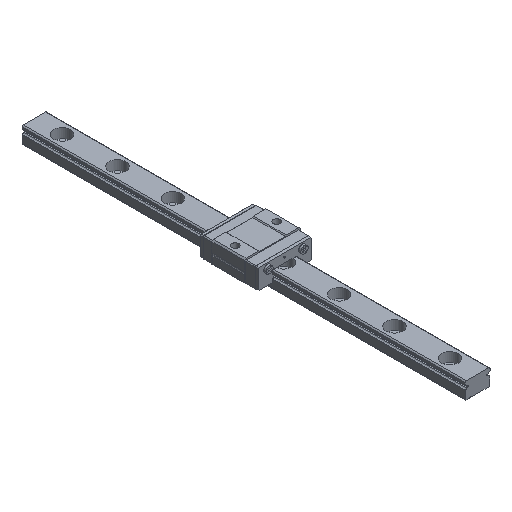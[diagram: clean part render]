
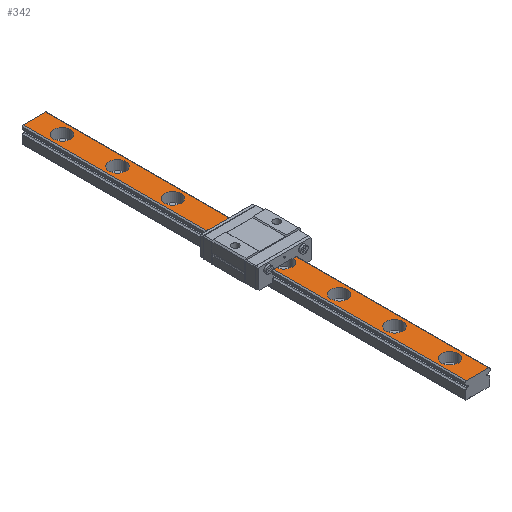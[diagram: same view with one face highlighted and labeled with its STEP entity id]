
A CAD part, isometric view. The second image highlights one B-rep face of the part: STEP entity #342.
In plain terms, the highlighted planar face has unit normal (0, 0, 1).
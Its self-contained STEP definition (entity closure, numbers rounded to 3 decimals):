
#342 = ADVANCED_FACE( '', ( #814, #815, #816, #817, #818, #819, #820, #821, #822 ), #823, .T. );
#814 = FACE_BOUND( '', #1448, .T. );
#815 = FACE_BOUND( '', #1449, .T. );
#816 = FACE_BOUND( '', #1450, .T. );
#817 = FACE_BOUND( '', #1451, .T. );
#818 = FACE_BOUND( '', #1452, .T. );
#819 = FACE_BOUND( '', #1453, .T. );
#820 = FACE_BOUND( '', #1454, .T. );
#821 = FACE_BOUND( '', #1455, .T. );
#822 = FACE_OUTER_BOUND( '', #1456, .T. );
#823 = PLANE( '', #1457 );
#1448 = EDGE_LOOP( '', ( #2388 ) );
#1449 = EDGE_LOOP( '', ( #2389 ) );
#1450 = EDGE_LOOP( '', ( #2390 ) );
#1451 = EDGE_LOOP( '', ( #2391 ) );
#1452 = EDGE_LOOP( '', ( #2392 ) );
#1453 = EDGE_LOOP( '', ( #2393 ) );
#1454 = EDGE_LOOP( '', ( #2394 ) );
#1455 = EDGE_LOOP( '', ( #2395 ) );
#1456 = EDGE_LOOP( '', ( #2396, #2397, #2398, #2399 ) );
#1457 = AXIS2_PLACEMENT_3D( '', #2400, #2401, #2402 );
#2388 = ORIENTED_EDGE( '', *, *, #3645, .T. );
#2389 = ORIENTED_EDGE( '', *, *, #3879, .T. );
#2390 = ORIENTED_EDGE( '', *, *, #3880, .T. );
#2391 = ORIENTED_EDGE( '', *, *, #3881, .T. );
#2392 = ORIENTED_EDGE( '', *, *, #3882, .T. );
#2393 = ORIENTED_EDGE( '', *, *, #3883, .T. );
#2394 = ORIENTED_EDGE( '', *, *, #3884, .T. );
#2395 = ORIENTED_EDGE( '', *, *, #3709, .T. );
#2396 = ORIENTED_EDGE( '', *, *, #3786, .F. );
#2397 = ORIENTED_EDGE( '', *, *, #3885, .F. );
#2398 = ORIENTED_EDGE( '', *, *, #3612, .T. );
#2399 = ORIENTED_EDGE( '', *, *, #3886, .T. );
#2400 = CARTESIAN_POINT( '', ( 4.074, -80., 6. ) );
#2401 = DIRECTION( '', ( 0., 0., 1. ) );
#2402 = DIRECTION( '', ( 1., 0., 0. ) );
#3612 = EDGE_CURVE( '', #4285, #4283, #4286, .T. );
#3645 = EDGE_CURVE( '', #4346, #4346, #4347, .T. );
#3709 = EDGE_CURVE( '', #4455, #4455, #4456, .T. );
#3786 = EDGE_CURVE( '', #4588, #4590, #4591, .T. );
#3879 = EDGE_CURVE( '', #4743, #4743, #4744, .T. );
#3880 = EDGE_CURVE( '', #4745, #4745, #4746, .T. );
#3881 = EDGE_CURVE( '', #4747, #4747, #4748, .T. );
#3882 = EDGE_CURVE( '', #4749, #4749, #4750, .T. );
#3883 = EDGE_CURVE( '', #4751, #4751, #4752, .T. );
#3884 = EDGE_CURVE( '', #4753, #4753, #4754, .T. );
#3885 = EDGE_CURVE( '', #4285, #4588, #4755, .T. );
#3886 = EDGE_CURVE( '', #4283, #4590, #4756, .T. );
#4283 = VERTEX_POINT( '', #5272 );
#4285 = VERTEX_POINT( '', #5274 );
#4286 = LINE( '', #5275, #5276 );
#4346 = VERTEX_POINT( '', #5357 );
#4347 = CIRCLE( '', #5358, 3. );
#4455 = VERTEX_POINT( '', #5511 );
#4456 = CIRCLE( '', #5512, 3. );
#4588 = VERTEX_POINT( '', #5695 );
#4590 = VERTEX_POINT( '', #5697 );
#4591 = LINE( '', #5698, #5699 );
#4743 = VERTEX_POINT( '', #5908 );
#4744 = CIRCLE( '', #5909, 3. );
#4745 = VERTEX_POINT( '', #5910 );
#4746 = CIRCLE( '', #5911, 3. );
#4747 = VERTEX_POINT( '', #5912 );
#4748 = CIRCLE( '', #5913, 3. );
#4749 = VERTEX_POINT( '', #5914 );
#4750 = CIRCLE( '', #5915, 3. );
#4751 = VERTEX_POINT( '', #5916 );
#4752 = CIRCLE( '', #5917, 3. );
#4753 = VERTEX_POINT( '', #5918 );
#4754 = CIRCLE( '', #5919, 3. );
#4755 = LINE( '', #5920, #5921 );
#4756 = LINE( '', #5922, #5923 );
#5272 = CARTESIAN_POINT( '', ( 4.074, -80., 6. ) );
#5274 = CARTESIAN_POINT( '', ( -4.074, -80., 6. ) );
#5275 = CARTESIAN_POINT( '', ( 4.074, -80., 6. ) );
#5276 = VECTOR( '', #6586, 1000. );
#5357 = CARTESIAN_POINT( '', ( 3., -70., 6. ) );
#5358 = AXIS2_PLACEMENT_3D( '', #6629, #6630, #6631 );
#5511 = CARTESIAN_POINT( '', ( 3., 70., 6. ) );
#5512 = AXIS2_PLACEMENT_3D( '', #6695, #6696, #6697 );
#5695 = CARTESIAN_POINT( '', ( -4.074, 80., 6. ) );
#5697 = CARTESIAN_POINT( '', ( 4.074, 80., 6. ) );
#5698 = CARTESIAN_POINT( '', ( 4.074, 80., 6. ) );
#5699 = VECTOR( '', #6791, 1000. );
#5908 = CARTESIAN_POINT( '', ( 3., -50., 6. ) );
#5909 = AXIS2_PLACEMENT_3D( '', #6906, #6907, #6908 );
#5910 = CARTESIAN_POINT( '', ( 3., -30., 6. ) );
#5911 = AXIS2_PLACEMENT_3D( '', #6909, #6910, #6911 );
#5912 = CARTESIAN_POINT( '', ( 3., -10., 6. ) );
#5913 = AXIS2_PLACEMENT_3D( '', #6912, #6913, #6914 );
#5914 = CARTESIAN_POINT( '', ( 3., 10., 6. ) );
#5915 = AXIS2_PLACEMENT_3D( '', #6915, #6916, #6917 );
#5916 = CARTESIAN_POINT( '', ( 3., 30., 6. ) );
#5917 = AXIS2_PLACEMENT_3D( '', #6918, #6919, #6920 );
#5918 = CARTESIAN_POINT( '', ( 3., 50., 6. ) );
#5919 = AXIS2_PLACEMENT_3D( '', #6921, #6922, #6923 );
#5920 = CARTESIAN_POINT( '', ( -4.074, -80., 6. ) );
#5921 = VECTOR( '', #6924, 1000. );
#5922 = CARTESIAN_POINT( '', ( 4.074, -80., 6. ) );
#5923 = VECTOR( '', #6925, 1000. );
#6586 = DIRECTION( '', ( 1., 0., 0. ) );
#6629 = CARTESIAN_POINT( '', ( 0., -70., 6. ) );
#6630 = DIRECTION( '', ( 0., 0., -1. ) );
#6631 = DIRECTION( '', ( 1., 0., 0. ) );
#6695 = CARTESIAN_POINT( '', ( 0., 70., 6. ) );
#6696 = DIRECTION( '', ( 0., 0., -1. ) );
#6697 = DIRECTION( '', ( 1., 0., 0. ) );
#6791 = DIRECTION( '', ( 1., 0., 0. ) );
#6906 = CARTESIAN_POINT( '', ( 0., -50., 6. ) );
#6907 = DIRECTION( '', ( 0., 0., -1. ) );
#6908 = DIRECTION( '', ( 1., 0., 0. ) );
#6909 = CARTESIAN_POINT( '', ( 0., -30., 6. ) );
#6910 = DIRECTION( '', ( 0., 0., -1. ) );
#6911 = DIRECTION( '', ( 1., 0., 0. ) );
#6912 = CARTESIAN_POINT( '', ( 0., -10., 6. ) );
#6913 = DIRECTION( '', ( 0., 0., -1. ) );
#6914 = DIRECTION( '', ( 1., 0., 0. ) );
#6915 = CARTESIAN_POINT( '', ( 0., 10., 6. ) );
#6916 = DIRECTION( '', ( 0., 0., -1. ) );
#6917 = DIRECTION( '', ( 1., 0., 0. ) );
#6918 = CARTESIAN_POINT( '', ( 0., 30., 6. ) );
#6919 = DIRECTION( '', ( 0., 0., -1. ) );
#6920 = DIRECTION( '', ( 1., 0., 0. ) );
#6921 = CARTESIAN_POINT( '', ( 0., 50., 6. ) );
#6922 = DIRECTION( '', ( 0., 0., -1. ) );
#6923 = DIRECTION( '', ( 1., 0., 0. ) );
#6924 = DIRECTION( '', ( 0., 1., 0. ) );
#6925 = DIRECTION( '', ( 0., 1., 0. ) );
